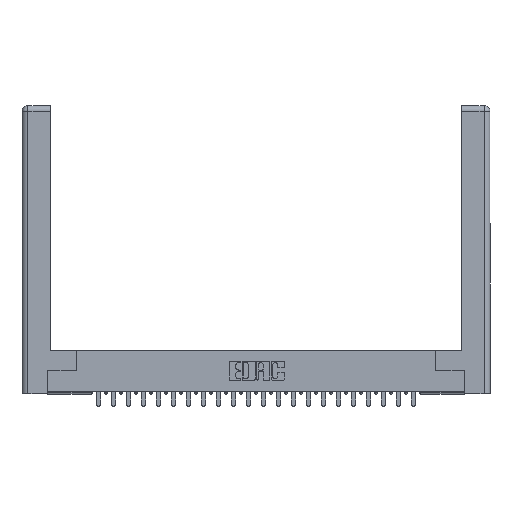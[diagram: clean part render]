
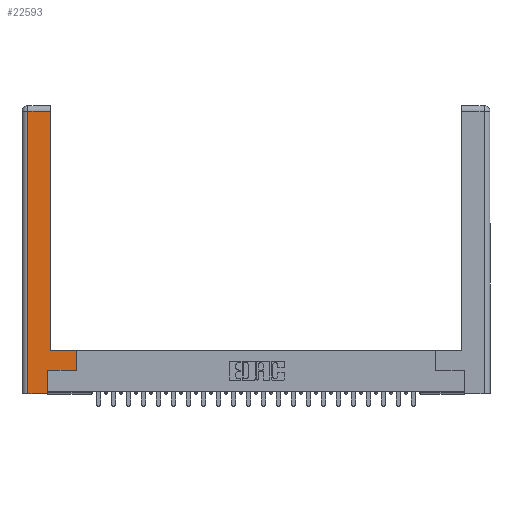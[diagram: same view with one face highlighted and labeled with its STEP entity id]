
A CAD part, top view. The second image highlights one B-rep face of the part: STEP entity #22593.
In plain terms, the highlighted planar face has unit normal (0, 0, 1).
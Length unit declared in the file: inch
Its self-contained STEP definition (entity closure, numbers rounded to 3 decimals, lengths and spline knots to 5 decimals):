
#177 = EDGE_CURVE ( 'NONE', #24782, #9166, #16982, .T. ) ;
#510 = CARTESIAN_POINT ( 'NONE',  ( 0.565, 0.45, 0. ) ) ;
#639 = CARTESIAN_POINT ( 'NONE',  ( 0.295, 2.94, 0. ) ) ;
#997 = DIRECTION ( 'NONE',  ( 0., -1., 0. ) ) ;
#1100 = CARTESIAN_POINT ( 'NONE',  ( 0.0615, 0., 0. ) ) ;
#1141 = ORIENTED_EDGE ( 'NONE', *, *, #8341, .T. ) ;
#1496 = ORIENTED_EDGE ( 'NONE', *, *, #12595, .T. ) ;
#1560 = VERTEX_POINT ( 'NONE', #5605 ) ;
#1723 = EDGE_CURVE ( 'NONE', #18476, #12274, #21636, .T. ) ;
#1974 = DIRECTION ( 'NONE',  ( 0., 1., 0. ) ) ;
#2062 = DIRECTION ( 'NONE',  ( -1., 0., 0. ) ) ;
#2177 = CARTESIAN_POINT ( 'NONE',  ( 0.265, 0.245, 0. ) ) ;
#2777 = PLANE ( 'NONE',  #16780 ) ;
#3656 = CARTESIAN_POINT ( 'NONE',  ( 0.295, 0.45, 0. ) ) ;
#4497 = ORIENTED_EDGE ( 'NONE', *, *, #7601, .T. ) ;
#5018 = DIRECTION ( 'NONE',  ( 0., 1., 0. ) ) ;
#5042 = CARTESIAN_POINT ( 'NONE',  ( 0., 0., 0. ) ) ;
#5605 = CARTESIAN_POINT ( 'NONE',  ( 0.0615, 0., 0. ) ) ;
#6017 = LINE ( 'NONE', #510, #28209 ) ;
#6240 = LINE ( 'NONE', #26168, #14211 ) ;
#7601 = EDGE_CURVE ( 'NONE', #1560, #18476, #6240, .T. ) ;
#7690 = VECTOR ( 'NONE', #2062, 39.37008 ) ;
#8034 = CARTESIAN_POINT ( 'NONE',  ( 0.0615, 2.94, 0. ) ) ;
#8091 = ORIENTED_EDGE ( 'NONE', *, *, #177, .T. ) ;
#8341 = EDGE_CURVE ( 'NONE', #8770, #1560, #12403, .T. ) ;
#8377 = LINE ( 'NONE', #22163, #7690 ) ;
#8671 = CARTESIAN_POINT ( 'NONE',  ( 0.565, 0.245, 0. ) ) ;
#8770 = VERTEX_POINT ( 'NONE', #24790 ) ;
#9166 = VERTEX_POINT ( 'NONE', #639 ) ;
#9187 = VECTOR ( 'NONE', #1974, 39.37008 ) ;
#10403 = LINE ( 'NONE', #13529, #28789 ) ;
#11007 = CARTESIAN_POINT ( 'NONE',  ( 0.265, 0., 0. ) ) ;
#11830 = CARTESIAN_POINT ( 'NONE',  ( 0.565, 0.45, 0. ) ) ;
#12274 = VERTEX_POINT ( 'NONE', #25960 ) ;
#12403 = LINE ( 'NONE', #1100, #23529 ) ;
#12455 = DIRECTION ( 'NONE',  ( -1., 0., 0. ) ) ;
#12595 = EDGE_CURVE ( 'NONE', #15777, #24782, #8377, .T. ) ;
#12683 = LINE ( 'NONE', #8034, #27638 ) ;
#13474 = EDGE_CURVE ( 'NONE', #9166, #8770, #12683, .T. ) ;
#13529 = CARTESIAN_POINT ( 'NONE',  ( 0.565, 0.245, 0. ) ) ;
#13680 = FACE_OUTER_BOUND ( 'NONE', #25793, .T. ) ;
#14211 = VECTOR ( 'NONE', #28415, 39.37008 ) ;
#15777 = VERTEX_POINT ( 'NONE', #11830 ) ;
#16633 = ORIENTED_EDGE ( 'NONE', *, *, #19659, .T. ) ;
#16780 = AXIS2_PLACEMENT_3D ( 'NONE', #5042, #18064, #25009 ) ;
#16982 = LINE ( 'NONE', #19509, #28077 ) ;
#17579 = ORIENTED_EDGE ( 'NONE', *, *, #17849, .T. ) ;
#17849 = EDGE_CURVE ( 'NONE', #12274, #28530, #10403, .T. ) ;
#18064 = DIRECTION ( 'NONE',  ( 0., 0., -1. ) ) ;
#18476 = VERTEX_POINT ( 'NONE', #11007 ) ;
#19090 = ORIENTED_EDGE ( 'NONE', *, *, #13474, .T. ) ;
#19509 = CARTESIAN_POINT ( 'NONE',  ( 0.295, 3., 0. ) ) ;
#19659 = EDGE_CURVE ( 'NONE', #28530, #15777, #6017, .T. ) ;
#21636 = LINE ( 'NONE', #2177, #9187 ) ;
#21731 = DIRECTION ( 'NONE',  ( 0., 1., 0. ) ) ;
#22017 = ORIENTED_EDGE ( 'NONE', *, *, #1723, .T. ) ;
#22163 = CARTESIAN_POINT ( 'NONE',  ( 0.295, 0.45, 0. ) ) ;
#22566 = DIRECTION ( 'NONE',  ( 1., 0., 0. ) ) ;
#22593 = ADVANCED_FACE ( 'NONE', ( #13680 ), #2777, .F. ) ;
#23529 = VECTOR ( 'NONE', #997, 39.37008 ) ;
#24782 = VERTEX_POINT ( 'NONE', #3656 ) ;
#24790 = CARTESIAN_POINT ( 'NONE',  ( 0.0615, 2.94, 0. ) ) ;
#25009 = DIRECTION ( 'NONE',  ( -1., 0., 0. ) ) ;
#25793 = EDGE_LOOP ( 'NONE', ( #8091, #19090, #1141, #4497, #22017, #17579, #16633, #1496 ) ) ;
#25960 = CARTESIAN_POINT ( 'NONE',  ( 0.265, 0.245, 0. ) ) ;
#26168 = CARTESIAN_POINT ( 'NONE',  ( 0.265, 0., 0. ) ) ;
#27638 = VECTOR ( 'NONE', #12455, 39.37008 ) ;
#28077 = VECTOR ( 'NONE', #21731, 39.37008 ) ;
#28209 = VECTOR ( 'NONE', #5018, 39.37008 ) ;
#28415 = DIRECTION ( 'NONE',  ( 1., 0., 0. ) ) ;
#28530 = VERTEX_POINT ( 'NONE', #8671 ) ;
#28789 = VECTOR ( 'NONE', #22566, 39.37008 ) ;
